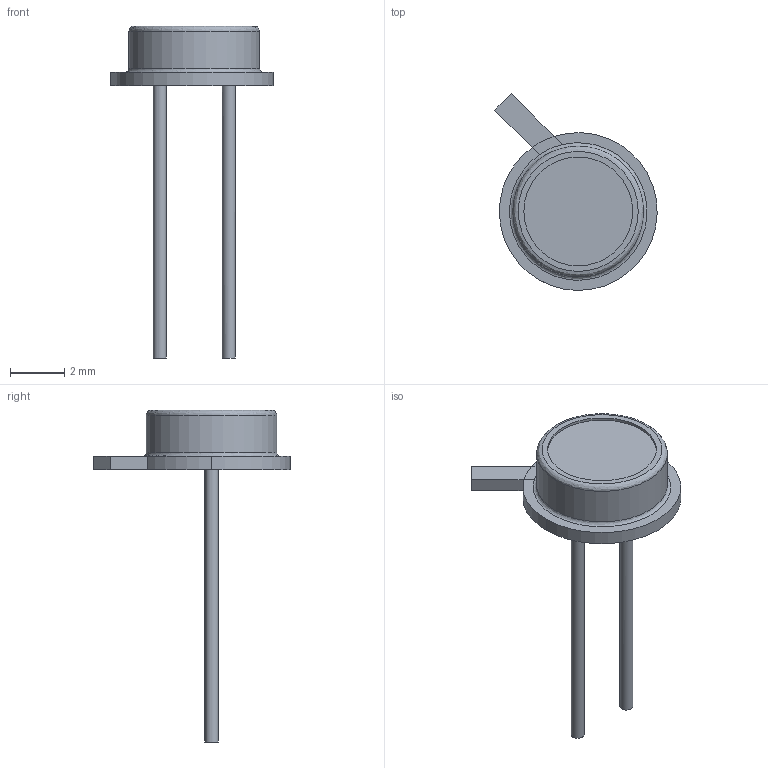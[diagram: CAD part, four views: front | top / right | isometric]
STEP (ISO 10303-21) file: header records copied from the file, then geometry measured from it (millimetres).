
FILE_DESCRIPTION(('FreeCAD Model'),'2;1');
FILE_NAME('TO-46-2_Window.step','2017-11-26T14:58:05',('kicad StepUp'),('ksu MCAD') ,'Open CASCADE STEP processor 6.8','FreeCAD','Unknown');
FILE_SCHEMA(('AUTOMOTIVE_DESIGN_CC2 { 1 2 10303 214 -1 1 5 4 }'));
Length unit declared in the file: millimetre
Products named in the file (1): TO-46-2_Window
Bounding box: 5.96 x 7.23 x 12.2 mm (x, y, z)
Volume: 33.3 mm3; surface area: 161.5 mm2
Topology: 1 solids, 2 shells, 24 faces, 46 edges, 28 vertices
Faces by surface type: plane 15, cylinder 7, revolution 2
Full cylindrical faces by diameter (mm): 0.48 x2, 4 x2, 4.8 x1
Entity records: 798 total; most frequent: DIRECTION 122, CARTESIAN_POINT 101, ORIENTED_EDGE 92, AXIS2_PLACEMENT_3D 49, EDGE_CURVE 46, VERTEX_POINT 28, FACE_BOUND 26, EDGE_LOOP 26
